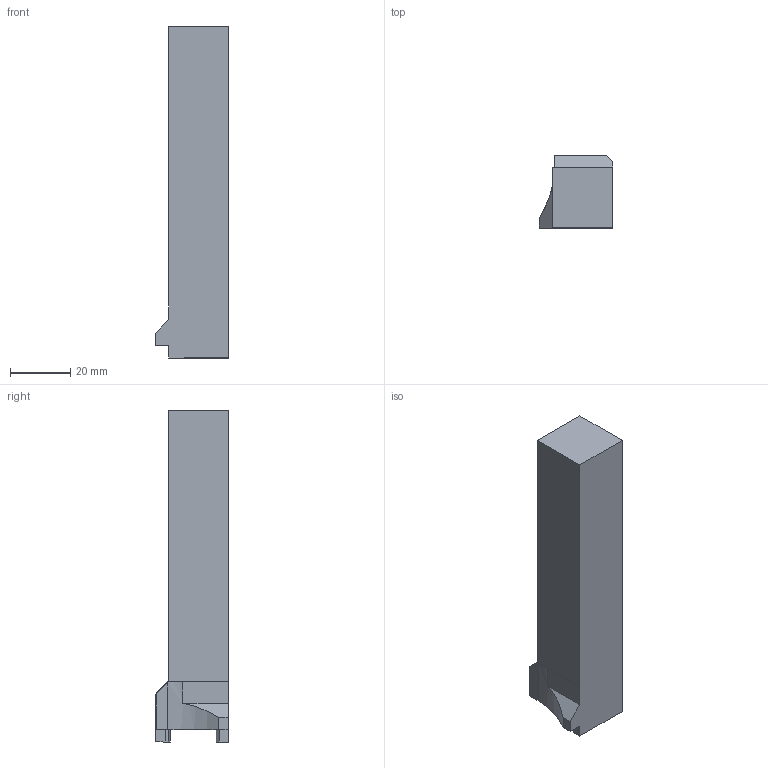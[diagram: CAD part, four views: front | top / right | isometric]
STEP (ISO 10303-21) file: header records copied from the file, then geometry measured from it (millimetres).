
FILE_DESCRIPTION (( 'STEP AP214' ), '1' );
FILE_NAME ('70854020.step', '2013-07-02T06:36:44', ( '' ), ( '' ), 'SwSTEP 2.0', 'SolidWorks 2013', '' );
FILE_SCHEMA (( 'AUTOMOTIVE_DESIGN' ));
Length unit declared in the file: millimetre
Products named in the file (1): 70854020
Bounding box: 24.5 x 24 x 110 mm (x, y, z)
Volume: 43317.4 mm3; surface area: 10168.7 mm2
Topology: 1 solids, 1 shells, 31 faces, 76 edges, 50 vertices
Faces by surface type: plane 27, cylinder 4
Full cylindrical faces by diameter (mm): 4 x3
Entity records: 922 total; most frequent: CARTESIAN_POINT 161, ORIENTED_EDGE 146, DIRECTION 144, EDGE_CURVE 73, VECTOR 62, LINE 62, VERTEX_POINT 50, AXIS2_PLACEMENT_3D 41
